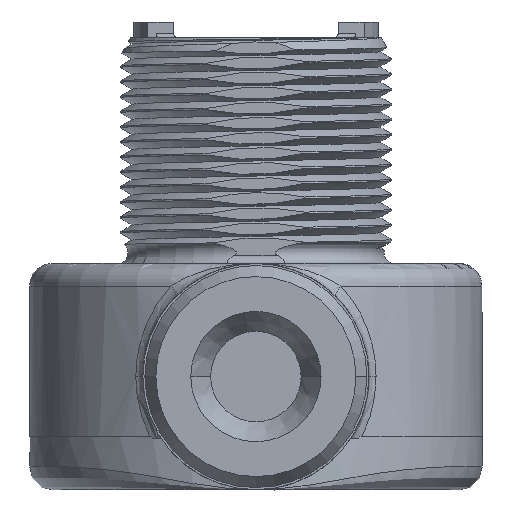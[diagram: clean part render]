
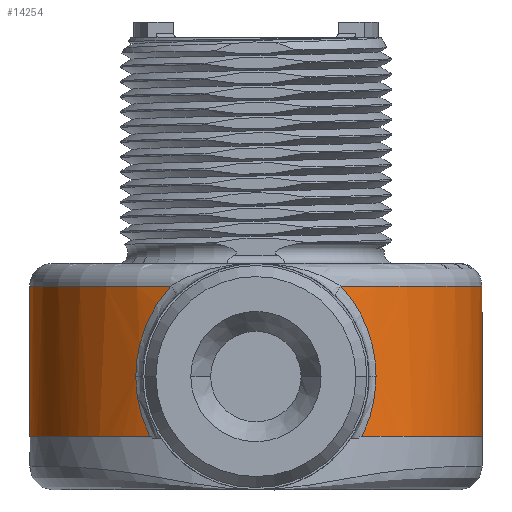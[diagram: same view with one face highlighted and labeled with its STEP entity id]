
A CAD part, front view. The second image highlights one B-rep face of the part: STEP entity #14254.
In plain terms, the highlighted cylindrical face has radius 15 mm (diameter 30 mm), a partial arc.
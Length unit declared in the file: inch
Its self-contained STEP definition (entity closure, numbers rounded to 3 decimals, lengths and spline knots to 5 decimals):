
#4931=CARTESIAN_POINT('',(0.22223,-0.54714,
-0.05906));
#4965=CARTESIAN_POINT('',(0.,0.,-0.4515));
#4966=DIRECTION('',(0.,0.,1.));
#4967=DIRECTION('',(0.47,-0.883,0.));
#4968=AXIS2_PLACEMENT_3D('',#4965,#4966,#4967);
#4970=CARTESIAN_POINT('',(0.27745,-0.52132,
-0.4515));
#4971=CARTESIAN_POINT('',(0.27995,-0.51998,
-0.44643));
#4972=CARTESIAN_POINT('',(0.28469,-0.51742,
-0.43623));
#4973=CARTESIAN_POINT('',(0.29099,-0.5139,
-0.42072));
#4974=CARTESIAN_POINT('',(0.2965,-0.51074,
-0.40508));
#4975=CARTESIAN_POINT('',(0.30121,-0.50797,
-0.38934));
#4976=CARTESIAN_POINT('',(0.30515,-0.50561,
-0.37357));
#4977=CARTESIAN_POINT('',(0.30832,-0.50368,
-0.35781));
#4978=CARTESIAN_POINT('',(0.31077,-0.50217,
-0.34208));
#4979=CARTESIAN_POINT('',(0.31248,-0.5011,
-0.3264));
#4980=CARTESIAN_POINT('',(0.3135,-0.50047,
-0.31078));
#4981=CARTESIAN_POINT('',(0.31373,-0.50032,
-0.30043));
#4982=CARTESIAN_POINT('',(0.31373,-0.50032,
-0.29528));
#4984=CARTESIAN_POINT('',(0.31373,-0.50032,
-0.29528));
#4985=CARTESIAN_POINT('',(0.31373,-0.50032,
-0.28989));
#4986=CARTESIAN_POINT('',(0.31348,-0.50048,
-0.27909));
#4987=CARTESIAN_POINT('',(0.31237,-0.50118,
-0.26275));
#4988=CARTESIAN_POINT('',(0.31049,-0.50235,
-0.24632));
#4989=CARTESIAN_POINT('',(0.3078,-0.504,
-0.22982));
#4990=CARTESIAN_POINT('',(0.30431,-0.50611,
-0.2133));
#4991=CARTESIAN_POINT('',(0.29998,-0.5087,
-0.19679));
#4992=CARTESIAN_POINT('',(0.29479,-0.51172,
-0.18033));
#4993=CARTESIAN_POINT('',(0.28873,-0.51517,
-0.16398));
#4994=CARTESIAN_POINT('',(0.28178,-0.51901,
-0.14779));
#4995=CARTESIAN_POINT('',(0.27394,-0.5232,
-0.13182));
#4996=CARTESIAN_POINT('',(0.26521,-0.52768,
-0.11619));
#4997=CARTESIAN_POINT('',(0.25564,-0.53239,
-0.10099));
#4998=CARTESIAN_POINT('',(0.24526,-0.53726,
-0.08633));
#4999=CARTESIAN_POINT('',(0.23413,-0.54221,
-0.07227));
#5000=CARTESIAN_POINT('',(0.22627,-0.5455,
-0.06339));
#5001=CARTESIAN_POINT('',(0.22223,-0.54714,
-0.05906));
#5003=CARTESIAN_POINT('',(0.,0.,-0.05906));
#5004=DIRECTION('',(0.,0.,-1.));
#5005=DIRECTION('',(-1.,0.,0.));
#5006=AXIS2_PLACEMENT_3D('',#5003,#5004,#5005);
#5008=CARTESIAN_POINT('',(0.,0.,-0.05906));
#5009=DIRECTION('',(0.,0.,-1.));
#5010=DIRECTION('',(-0.376,-0.926,0.));
#5011=AXIS2_PLACEMENT_3D('',#5008,#5009,#5010);
#5013=CARTESIAN_POINT('',(-0.22222,-0.54714,
-0.05906));
#5014=CARTESIAN_POINT('',(-0.22627,-0.5455,
-0.06338));
#5015=CARTESIAN_POINT('',(-0.23413,-0.54221,
-0.07227));
#5016=CARTESIAN_POINT('',(-0.24526,-0.53726,
-0.08632));
#5017=CARTESIAN_POINT('',(-0.25563,-0.53239,
-0.10099));
#5018=CARTESIAN_POINT('',(-0.26521,-0.52768,
-0.11618));
#5019=CARTESIAN_POINT('',(-0.27393,-0.5232,
-0.13181));
#5020=CARTESIAN_POINT('',(-0.28178,-0.51901,
-0.14778));
#5021=CARTESIAN_POINT('',(-0.28873,-0.51518,
-0.16397));
#5022=CARTESIAN_POINT('',(-0.29479,-0.51173,
-0.18032));
#5023=CARTESIAN_POINT('',(-0.29998,-0.5087,
-0.19677));
#5024=CARTESIAN_POINT('',(-0.30431,-0.50612,
-0.21328));
#5025=CARTESIAN_POINT('',(-0.3078,-0.504,
-0.22981));
#5026=CARTESIAN_POINT('',(-0.31048,-0.50235,
-0.24631));
#5027=CARTESIAN_POINT('',(-0.31237,-0.50118,
-0.26274));
#5028=CARTESIAN_POINT('',(-0.31348,-0.50048,
-0.27909));
#5029=CARTESIAN_POINT('',(-0.31373,-0.50032,
-0.28989));
#5030=CARTESIAN_POINT('',(-0.31373,-0.50032,
-0.29528));
#5032=CARTESIAN_POINT('',(-0.31373,-0.50032,
-0.29528));
#5033=CARTESIAN_POINT('',(-0.31373,-0.50032,
-0.30044));
#5034=CARTESIAN_POINT('',(-0.3135,-0.50047,
-0.31078));
#5035=CARTESIAN_POINT('',(-0.31248,-0.5011,
-0.32641));
#5036=CARTESIAN_POINT('',(-0.31076,-0.50217,
-0.3421));
#5037=CARTESIAN_POINT('',(-0.30832,-0.50368,
-0.35784));
#5038=CARTESIAN_POINT('',(-0.30514,-0.50561,
-0.37361));
#5039=CARTESIAN_POINT('',(-0.3012,-0.50797,
-0.38938));
#5040=CARTESIAN_POINT('',(-0.29649,-0.51074,
-0.4051));
#5041=CARTESIAN_POINT('',(-0.29099,-0.5139,
-0.42074));
#5042=CARTESIAN_POINT('',(-0.28469,-0.51742,
-0.43624));
#5043=CARTESIAN_POINT('',(-0.27995,-0.51999,
-0.44643));
#5044=CARTESIAN_POINT('',(-0.27745,-0.52132,
-0.4515));
#10093=CARTESIAN_POINT('',(-0.59055,0.,
-0.05906));
#10095=VERTEX_POINT('',#10093);
#10150=VERTEX_POINT('',#4931);
#10153=VERTEX_POINT('',#4984);
#10158=VERTEX_POINT('',#5013);
#10159=VERTEX_POINT('',#5030);
#10716=CARTESIAN_POINT('',(0.27745,-0.52132,
-0.4515));
#10717=CARTESIAN_POINT('',(-0.27745,-0.52132,
-0.4515));
#10718=VERTEX_POINT('',#10716);
#10719=VERTEX_POINT('',#10717);
#14235=CARTESIAN_POINT('',(0.,0.,-0.64961));
#14236=DIRECTION('',(0.,0.,1.));
#14237=DIRECTION('',(1.,0.,0.));
#14238=AXIS2_PLACEMENT_3D('',#14235,#14236,#14237);
#14239=CYLINDRICAL_SURFACE('',#14238,0.59055);
#14241=ORIENTED_EDGE('',*,*,#14240,.F.);
#14243=ORIENTED_EDGE('',*,*,#14242,.T.);
#14244=ORIENTED_EDGE('',*,*,#14225,.T.);
#14245=ORIENTED_EDGE('',*,*,#14110,.F.);
#14247=ORIENTED_EDGE('',*,*,#14246,.F.);
#14249=ORIENTED_EDGE('',*,*,#14248,.T.);
#14251=ORIENTED_EDGE('',*,*,#14250,.T.);
#14252=EDGE_LOOP('',(#14241,#14243,#14244,#14245,#14247,#14249,#14251));
#14253=FACE_OUTER_BOUND('',#14252,.F.);
#14254=ADVANCED_FACE('',(#14253),#14239,.T.);
#4969=CIRCLE('',#4968,0.59055);
#4983=B_SPLINE_CURVE_WITH_KNOTS('',3,(#4970,#4971,#4972,#4973,#4974,#4975,#4976,
#4977,#4978,#4979,#4980,#4981,#4982),.UNSPECIFIED.,.F.,.F.,(4,1,1,1,1,1,1,1,1,1,
4),(0.,0.1,0.2,0.3,0.4,0.5,0.6,0.7,0.8,0.9,1.),
.UNSPECIFIED.);
#5002=B_SPLINE_CURVE_WITH_KNOTS('',3,(#4984,#4985,#4986,#4987,#4988,#4989,#4990,
#4991,#4992,#4993,#4994,#4995,#4996,#4997,#4998,#4999,#5000,#5001),
.UNSPECIFIED.,.F.,.F.,(4,1,1,1,1,1,1,1,1,1,1,1,1,1,1,4),(0.,0.06667,
0.13333,0.2,0.26667,0.33333,0.4,
0.46667,0.53333,0.6,0.66667,0.73333,
0.8,0.86667,0.93333,1.),.UNSPECIFIED.);
#5007=CIRCLE('',#5006,0.59055);
#5012=CIRCLE('',#5011,0.59055);
#5031=B_SPLINE_CURVE_WITH_KNOTS('',3,(#5013,#5014,#5015,#5016,#5017,#5018,#5019,
#5020,#5021,#5022,#5023,#5024,#5025,#5026,#5027,#5028,#5029,#5030),
.UNSPECIFIED.,.F.,.F.,(4,1,1,1,1,1,1,1,1,1,1,1,1,1,1,4),(0.,0.06667,
0.13333,0.2,0.26667,0.33333,0.4,
0.46667,0.53333,0.6,0.66667,0.73333,
0.8,0.86667,0.93333,1.),.UNSPECIFIED.);
#5045=B_SPLINE_CURVE_WITH_KNOTS('',3,(#5032,#5033,#5034,#5035,#5036,#5037,#5038,
#5039,#5040,#5041,#5042,#5043,#5044),.UNSPECIFIED.,.F.,.F.,(4,1,1,1,1,1,1,1,1,1,
4),(0.,0.1,0.2,0.3,0.4,0.5,0.6,0.7,0.8,0.9,1.),
.UNSPECIFIED.);
#14110=EDGE_CURVE('',#10095,#10150,#5007,.T.);
#14225=EDGE_CURVE('',#10153,#10150,#5002,.T.);
#14240=EDGE_CURVE('',#10718,#10719,#4969,.T.);
#14242=EDGE_CURVE('',#10718,#10153,#4983,.T.);
#14246=EDGE_CURVE('',#10158,#10095,#5012,.T.);
#14248=EDGE_CURVE('',#10158,#10159,#5031,.T.);
#14250=EDGE_CURVE('',#10159,#10719,#5045,.T.);
